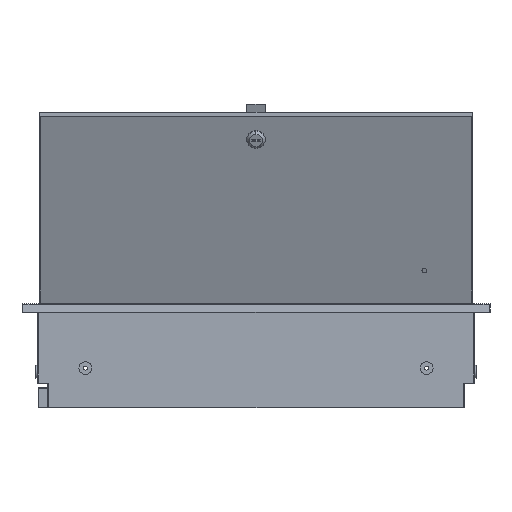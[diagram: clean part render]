
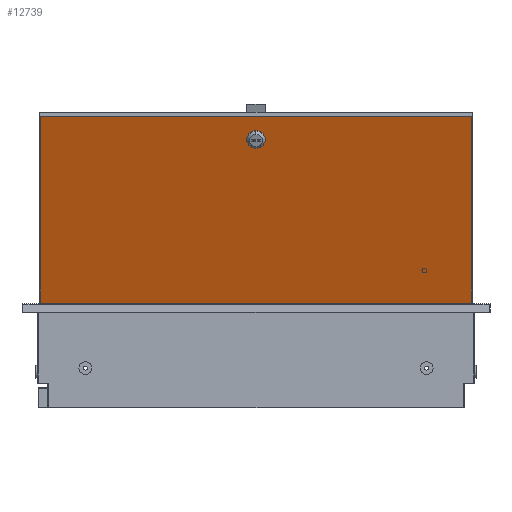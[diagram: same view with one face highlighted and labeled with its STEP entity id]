
A CAD part, left-side view. The second image highlights one B-rep face of the part: STEP entity #12739.
In plain terms, the highlighted face is planar.
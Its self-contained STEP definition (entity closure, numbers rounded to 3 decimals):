
#129 = LINE ( 'NONE', #5932, #23615 ) ;
#620 = DIRECTION ( 'NONE',  ( 0., 0., 1. ) ) ;
#1091 = EDGE_LOOP ( 'NONE', ( #18749, #27065, #29814, #12828 ) ) ;
#2379 = PLANE ( 'NONE',  #20465 ) ;
#3191 = DIRECTION ( 'NONE',  ( 1., 0., 0. ) ) ;
#4499 = EDGE_CURVE ( 'NONE', #5769, #22575, #129, .T. ) ;
#4666 = EDGE_CURVE ( 'NONE', #30068, #5769, #13464, .T. ) ;
#5297 = CARTESIAN_POINT ( 'NONE',  ( -90.5, 0., 0. ) ) ;
#5479 = CIRCLE ( 'NONE', #34450, 11.5 ) ;
#5769 = VERTEX_POINT ( 'NONE', #27720 ) ;
#5932 = CARTESIAN_POINT ( 'NONE',  ( -133., 270.5, 0. ) ) ;
#6393 = CARTESIAN_POINT ( 'NONE',  ( 0., 0., 0. ) ) ;
#6406 = VECTOR ( 'NONE', #10645, 1000. ) ;
#7170 = EDGE_LOOP ( 'NONE', ( #25766, #11373 ) ) ;
#7272 = LINE ( 'NONE', #27184, #30808 ) ;
#10259 = VERTEX_POINT ( 'NONE', #22677 ) ;
#10645 = DIRECTION ( 'NONE',  ( 0., 1., 0. ) ) ;
#11373 = ORIENTED_EDGE ( 'NONE', *, *, #22049, .F. ) ;
#11523 = VERTEX_POINT ( 'NONE', #15413 ) ;
#12096 = DIRECTION ( 'NONE',  ( 0., 0., 1. ) ) ;
#12326 = EDGE_CURVE ( 'NONE', #11523, #30068, #32899, .T. ) ;
#12495 = CARTESIAN_POINT ( 'NONE',  ( 133., 270.5, 0. ) ) ;
#12739 = ADVANCED_FACE ( 'NONE', ( #26262, #30313 ), #2379, .T. ) ;
#12828 = ORIENTED_EDGE ( 'NONE', *, *, #4666, .T. ) ;
#13464 = LINE ( 'NONE', #34475, #30290 ) ;
#15413 = CARTESIAN_POINT ( 'NONE',  ( 133., -270.5, 0. ) ) ;
#17511 = CARTESIAN_POINT ( 'NONE',  ( 133., 270.5, 0. ) ) ;
#18240 = AXIS2_PLACEMENT_3D ( 'NONE', #30891, #620, #33724 ) ;
#18749 = ORIENTED_EDGE ( 'NONE', *, *, #4499, .T. ) ;
#19700 = DIRECTION ( 'NONE',  ( -1., 0., 0. ) ) ;
#20465 = AXIS2_PLACEMENT_3D ( 'NONE', #6393, #12096, #23970 ) ;
#20867 = CIRCLE ( 'NONE', #18240, 11.5 ) ;
#22049 = EDGE_CURVE ( 'NONE', #10259, #29203, #5479, .T. ) ;
#22575 = VERTEX_POINT ( 'NONE', #34962 ) ;
#22677 = CARTESIAN_POINT ( 'NONE',  ( -113.5, 0., 0. ) ) ;
#23615 = VECTOR ( 'NONE', #24638, 1000. ) ;
#23970 = DIRECTION ( 'NONE',  ( 1., 0., 0. ) ) ;
#24638 = DIRECTION ( 'NONE',  ( 0., -1., 0. ) ) ;
#24784 = CARTESIAN_POINT ( 'NONE',  ( -102., 0., 0. ) ) ;
#25381 = DIRECTION ( 'NONE',  ( 0., 0., 1. ) ) ;
#25766 = ORIENTED_EDGE ( 'NONE', *, *, #26491, .F. ) ;
#26262 = FACE_BOUND ( 'NONE', #7170, .T. ) ;
#26491 = EDGE_CURVE ( 'NONE', #29203, #10259, #20867, .T. ) ;
#27065 = ORIENTED_EDGE ( 'NONE', *, *, #33364, .T. ) ;
#27184 = CARTESIAN_POINT ( 'NONE',  ( -133., -270.5, 0. ) ) ;
#27720 = CARTESIAN_POINT ( 'NONE',  ( -133., 270.5, 0. ) ) ;
#29203 = VERTEX_POINT ( 'NONE', #5297 ) ;
#29464 = DIRECTION ( 'NONE',  ( 1., 0., 0. ) ) ;
#29814 = ORIENTED_EDGE ( 'NONE', *, *, #12326, .T. ) ;
#30068 = VERTEX_POINT ( 'NONE', #12495 ) ;
#30290 = VECTOR ( 'NONE', #19700, 1000. ) ;
#30313 = FACE_OUTER_BOUND ( 'NONE', #1091, .T. ) ;
#30808 = VECTOR ( 'NONE', #29464, 1000. ) ;
#30891 = CARTESIAN_POINT ( 'NONE',  ( -102., 0., 0. ) ) ;
#32899 = LINE ( 'NONE', #17511, #6406 ) ;
#33364 = EDGE_CURVE ( 'NONE', #22575, #11523, #7272, .T. ) ;
#33724 = DIRECTION ( 'NONE',  ( 1., 0., 0. ) ) ;
#34450 = AXIS2_PLACEMENT_3D ( 'NONE', #24784, #25381, #3191 ) ;
#34475 = CARTESIAN_POINT ( 'NONE',  ( -133., 270.5, 0. ) ) ;
#34962 = CARTESIAN_POINT ( 'NONE',  ( -133., -270.5, 0. ) ) ;
